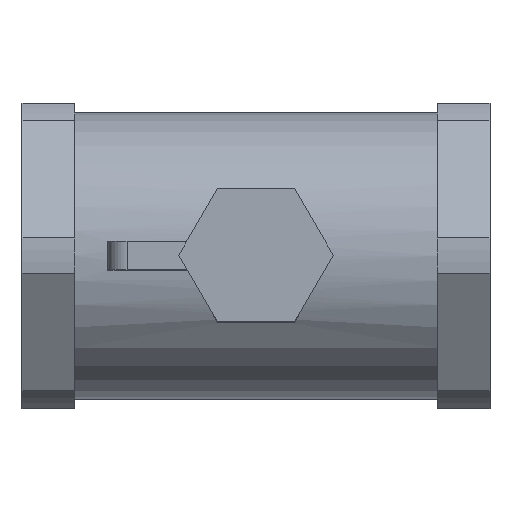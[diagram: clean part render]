
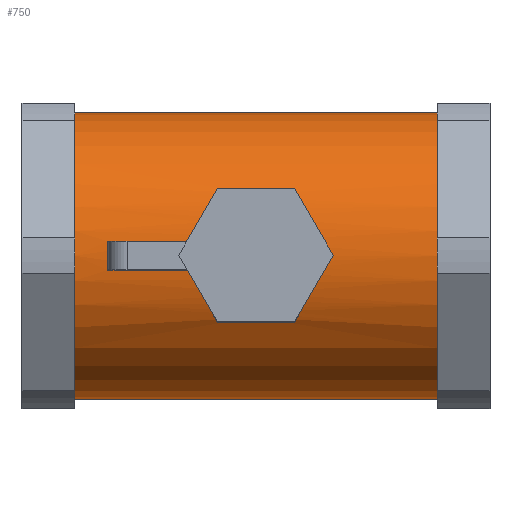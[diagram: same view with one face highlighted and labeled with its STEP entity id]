
A CAD part, top view. The second image highlights one B-rep face of the part: STEP entity #750.
In plain terms, the highlighted cylindrical face has radius 15 mm (diameter 30 mm), a partial arc.
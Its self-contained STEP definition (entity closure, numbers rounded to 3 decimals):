
#496=CARTESIAN_POINT('Vertex',(19.,-15.,0.)) ;
#498=CARTESIAN_POINT('Vertex',(19.,15.,0.)) ;
#501=CARTESIAN_POINT('Axis2P3D Location',(19.,0.,0.)) ;
#651=CARTESIAN_POINT('Axis2P3D Location',(0.,0.,0.)) ;
#656=CARTESIAN_POINT('Line Origine',(0.,15.,0.)) ;
#660=CARTESIAN_POINT('Vertex',(-19.,15.,0.)) ;
#663=CARTESIAN_POINT('Axis2P3D Location',(-19.,0.,0.)) ;
#667=CARTESIAN_POINT('Vertex',(-19.,-15.,0.)) ;
#670=CARTESIAN_POINT('Line Origine',(0.,-15.,0.)) ;
#682=CARTESIAN_POINT('Control Point',(6.5,0.,15.)) ;
#683=CARTESIAN_POINT('Control Point',(6.5,0.898,15.)) ;
#684=CARTESIAN_POINT('Control Point',(6.345,1.796,14.933)) ;
#685=CARTESIAN_POINT('Control Point',(6.034,2.65,14.798)) ;
#686=CARTESIAN_POINT('Control Point',(5.134,4.232,14.436)) ;
#687=CARTESIAN_POINT('Control Point',(3.767,5.414,14.008)) ;
#688=CARTESIAN_POINT('Control Point',(2.971,5.892,13.802)) ;
#689=CARTESIAN_POINT('Control Point',(1.369,6.497,13.523)) ;
#690=CARTESIAN_POINT('Control Point',(-0.355,6.56,13.489)) ;
#691=CARTESIAN_POINT('Control Point',(-1.135,6.47,13.534)) ;
#692=CARTESIAN_POINT('Control Point',(-2.357,6.139,13.694)) ;
#693=CARTESIAN_POINT('Control Point',(-3.448,5.542,13.942)) ;
#694=CARTESIAN_POINT('Control Point',(-3.847,5.272,14.048)) ;
#695=CARTESIAN_POINT('Control Point',(-4.78,4.508,14.324)) ;
#696=CARTESIAN_POINT('Control Point',(-5.52,3.547,14.594)) ;
#697=CARTESIAN_POINT('Control Point',(-5.884,2.906,14.74)) ;
#698=CARTESIAN_POINT('Control Point',(-6.154,2.217,14.853)) ;
#699=CARTESIAN_POINT('Control Point',(-6.325,1.5,14.925)) ;
#700=CARTESIAN_POINT('Vertex',(6.5,0.,15.)) ;
#702=CARTESIAN_POINT('Vertex',(-6.325,1.5,14.925)) ;
#706=CARTESIAN_POINT('Control Point',(-6.325,-1.5,14.925)) ;
#707=CARTESIAN_POINT('Control Point',(-6.056,-2.633,14.811)) ;
#708=CARTESIAN_POINT('Control Point',(-5.535,-3.697,14.595)) ;
#709=CARTESIAN_POINT('Control Point',(-4.798,-4.607,14.311)) ;
#710=CARTESIAN_POINT('Control Point',(-3.21,-5.876,13.821)) ;
#711=CARTESIAN_POINT('Control Point',(-1.249,-6.468,13.536)) ;
#712=CARTESIAN_POINT('Control Point',(-0.366,-6.579,13.479)) ;
#713=CARTESIAN_POINT('Control Point',(1.687,-6.481,13.533)) ;
#714=CARTESIAN_POINT('Control Point',(3.544,-5.629,13.921)) ;
#715=CARTESIAN_POINT('Control Point',(4.46,-4.93,14.207)) ;
#716=CARTESIAN_POINT('Control Point',(5.619,-3.569,14.628)) ;
#717=CARTESIAN_POINT('Control Point',(6.264,-1.904,14.898)) ;
#718=CARTESIAN_POINT('Control Point',(6.421,-1.279,14.966)) ;
#719=CARTESIAN_POINT('Control Point',(6.5,-0.64,15.)) ;
#720=CARTESIAN_POINT('Control Point',(6.5,0.,15.)) ;
#721=CARTESIAN_POINT('Vertex',(-6.325,-1.5,14.925)) ;
#724=CARTESIAN_POINT('Line Origine',(0.,-1.5,14.925)) ;
#728=CARTESIAN_POINT('Vertex',(-15.5,-1.5,14.925)) ;
#731=CARTESIAN_POINT('Axis2P3D Location',(-15.5,0.,0.)) ;
#735=CARTESIAN_POINT('Vertex',(-15.5,1.5,14.925)) ;
#738=CARTESIAN_POINT('Line Origine',(0.,1.5,14.925)) ;
#658=VECTOR('Line Direction',#657,1.) ;
#672=VECTOR('Line Direction',#671,1.) ;
#726=VECTOR('Line Direction',#725,1.) ;
#740=VECTOR('Line Direction',#739,1.) ;
#502=DIRECTION('Axis2P3D Direction',(1.,0.,0.)) ;
#652=DIRECTION('Axis2P3D Direction',(1.,0.,0.)) ;
#653=DIRECTION('Axis2P3D XDirection',(0.,1.,0.)) ;
#657=DIRECTION('Vector Direction',(1.,0.,0.)) ;
#664=DIRECTION('Axis2P3D Direction',(1.,0.,0.)) ;
#671=DIRECTION('Vector Direction',(1.,0.,0.)) ;
#725=DIRECTION('Vector Direction',(1.,0.,0.)) ;
#732=DIRECTION('Axis2P3D Direction',(1.,0.,0.)) ;
#739=DIRECTION('Vector Direction',(1.,0.,0.)) ;
#503=AXIS2_PLACEMENT_3D('Circle Axis2P3D',#501,#502,$) ;
#654=AXIS2_PLACEMENT_3D('Cylinder Axis2P3D',#651,#652,#653) ;
#665=AXIS2_PLACEMENT_3D('Circle Axis2P3D',#663,#664,$) ;
#733=AXIS2_PLACEMENT_3D('Circle Axis2P3D',#731,#732,$) ;
#659=LINE('Line',#656,#658) ;
#673=LINE('Line',#670,#672) ;
#727=LINE('Line',#724,#726) ;
#741=LINE('Line',#738,#740) ;
#504=CIRCLE('generated circle',#503,15.) ;
#666=CIRCLE('generated circle',#665,15.) ;
#734=CIRCLE('generated circle',#733,15.) ;
#655=CYLINDRICAL_SURFACE('generated cylinder',#654,15.) ;
#749=FACE_BOUND('',#743,.T.) ;
#505=EDGE_CURVE('',#499,#497,#504,.T.) ;
#662=EDGE_CURVE('',#661,#499,#659,.T.) ;
#669=EDGE_CURVE('',#661,#668,#666,.T.) ;
#674=EDGE_CURVE('',#668,#497,#673,.T.) ;
#704=EDGE_CURVE('',#701,#703,#681,.T.) ;
#723=EDGE_CURVE('',#722,#701,#705,.T.) ;
#730=EDGE_CURVE('',#722,#729,#727,.F.) ;
#737=EDGE_CURVE('',#729,#736,#734,.F.) ;
#742=EDGE_CURVE('',#703,#736,#741,.F.) ;
#676=ORIENTED_EDGE('',*,*,#505,.F.) ;
#677=ORIENTED_EDGE('',*,*,#662,.F.) ;
#678=ORIENTED_EDGE('',*,*,#669,.T.) ;
#679=ORIENTED_EDGE('',*,*,#674,.T.) ;
#744=ORIENTED_EDGE('',*,*,#704,.F.) ;
#745=ORIENTED_EDGE('',*,*,#723,.F.) ;
#746=ORIENTED_EDGE('',*,*,#730,.T.) ;
#747=ORIENTED_EDGE('',*,*,#737,.T.) ;
#748=ORIENTED_EDGE('',*,*,#742,.F.) ;
#675=EDGE_LOOP('',(#676,#677,#678,#679)) ;
#743=EDGE_LOOP('',(#744,#745,#746,#747,#748)) ;
#497=VERTEX_POINT('',#496) ;
#499=VERTEX_POINT('',#498) ;
#661=VERTEX_POINT('',#660) ;
#668=VERTEX_POINT('',#667) ;
#701=VERTEX_POINT('',#700) ;
#703=VERTEX_POINT('',#702) ;
#722=VERTEX_POINT('',#721) ;
#729=VERTEX_POINT('',#728) ;
#736=VERTEX_POINT('',#735) ;
#750=ADVANCED_FACE('PartBody',(#680,#749),#655,.T.) ;
#681=B_SPLINE_CURVE_WITH_KNOTS('',5,(#682,#683,#684,#685,#686,#687,#688,#689,#690,#691,#692,#693,#694,#695,#696,#697,#698,#699),.UNSPECIFIED.,.F.,.U.,(6,3,3,3,3,6),(0.,6.351,12.944,18.396,21.868,27.105),.UNSPECIFIED.) ;
#705=B_SPLINE_CURVE_WITH_KNOTS('',5,(#706,#707,#708,#709,#710,#711,#712,#713,#714,#715,#716,#717,#718,#719,#720),.UNSPECIFIED.,.F.,.U.,(6,3,3,3,6),(31.394,39.668,45.819,53.974,58.497),.UNSPECIFIED.) ;
#680=FACE_OUTER_BOUND('',#675,.T.) ;
